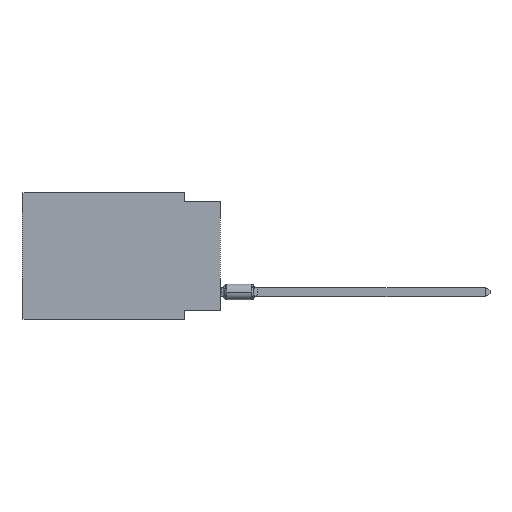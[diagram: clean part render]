
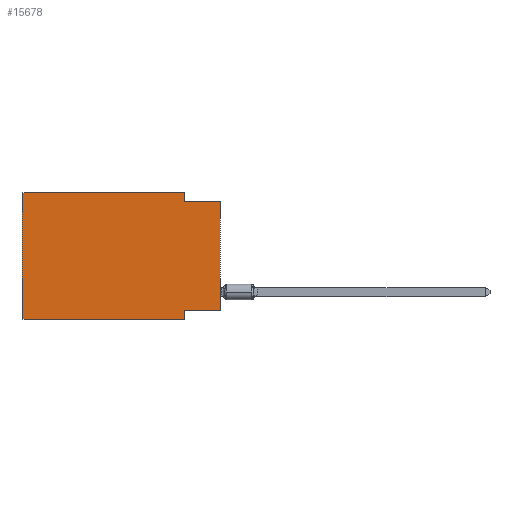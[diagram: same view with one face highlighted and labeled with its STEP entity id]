
A CAD part, left-side view. The second image highlights one B-rep face of the part: STEP entity #15678.
In plain terms, the highlighted planar face has unit normal (-1, 0, 0).
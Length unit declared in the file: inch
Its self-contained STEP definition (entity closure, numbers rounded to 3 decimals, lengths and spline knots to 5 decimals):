
#429 = EDGE_CURVE ( 'NONE', #1343, #12851, #5243, .T. ) ;
#1053 = LINE ( 'NONE', #2664, #15705 ) ;
#1343 = VERTEX_POINT ( 'NONE', #2137 ) ;
#1762 = DIRECTION ( 'NONE',  ( 0., 1., 0. ) ) ;
#2137 = CARTESIAN_POINT ( 'NONE',  ( 0., 0.55, -0.35 ) ) ;
#2233 = VERTEX_POINT ( 'NONE', #15513 ) ;
#2379 = DIRECTION ( 'NONE',  ( 0., -1., 0. ) ) ;
#2664 = CARTESIAN_POINT ( 'NONE',  ( 0., 0.55, 0. ) ) ;
#2699 = LINE ( 'NONE', #4679, #9638 ) ;
#2710 = DIRECTION ( 'NONE',  ( 0., -1., 0. ) ) ;
#2989 = CARTESIAN_POINT ( 'NONE',  ( 0., 0.55, 0. ) ) ;
#3117 = CARTESIAN_POINT ( 'NONE',  ( 0., 0., -0.325 ) ) ;
#3351 = PLANE ( 'NONE',  #6250 ) ;
#3385 = LINE ( 'NONE', #4087, #10320 ) ;
#3386 = ORIENTED_EDGE ( 'NONE', *, *, #8682, .F. ) ;
#3730 = VECTOR ( 'NONE', #1762, 39.37008 ) ;
#3795 = EDGE_CURVE ( 'NONE', #9427, #6961, #12674, .T. ) ;
#4087 = CARTESIAN_POINT ( 'NONE',  ( 0., 0., 0. ) ) ;
#4390 = VECTOR ( 'NONE', #13821, 39.37008 ) ;
#4679 = CARTESIAN_POINT ( 'NONE',  ( 0., 0.1, -0.35 ) ) ;
#4746 = DIRECTION ( 'NONE',  ( 1., 0., 0. ) ) ;
#4810 = VECTOR ( 'NONE', #2379, 39.37008 ) ;
#5243 = LINE ( 'NONE', #6487, #4810 ) ;
#5376 = FACE_OUTER_BOUND ( 'NONE', #12594, .T. ) ;
#5482 = DIRECTION ( 'NONE',  ( 0., 0., 1. ) ) ;
#5499 = ORIENTED_EDGE ( 'NONE', *, *, #15959, .F. ) ;
#5602 = VECTOR ( 'NONE', #2710, 39.37008 ) ;
#6028 = EDGE_CURVE ( 'NONE', #14547, #2233, #17538, .T. ) ;
#6250 = AXIS2_PLACEMENT_3D ( 'NONE', #13005, #4746, #14397 ) ;
#6487 = CARTESIAN_POINT ( 'NONE',  ( 0., 0.55, -0.35 ) ) ;
#6878 = CARTESIAN_POINT ( 'NONE',  ( 0., 0.55, 0. ) ) ;
#6961 = VERTEX_POINT ( 'NONE', #10850 ) ;
#7943 = EDGE_CURVE ( 'NONE', #2233, #12851, #2699, .T. ) ;
#8553 = VERTEX_POINT ( 'NONE', #15966 ) ;
#8682 = EDGE_CURVE ( 'NONE', #6961, #8553, #15378, .T. ) ;
#8963 = ORIENTED_EDGE ( 'NONE', *, *, #11202, .F. ) ;
#9045 = VECTOR ( 'NONE', #12645, 39.37008 ) ;
#9427 = VERTEX_POINT ( 'NONE', #17024 ) ;
#9638 = VECTOR ( 'NONE', #10174, 39.37008 ) ;
#10057 = CARTESIAN_POINT ( 'NONE',  ( 0., 0., -0.325 ) ) ;
#10174 = DIRECTION ( 'NONE',  ( 0., 0., -1. ) ) ;
#10252 = VERTEX_POINT ( 'NONE', #2989 ) ;
#10320 = VECTOR ( 'NONE', #5482, 39.37008 ) ;
#10850 = CARTESIAN_POINT ( 'NONE',  ( 0., 0.1, -0.025 ) ) ;
#11202 = EDGE_CURVE ( 'NONE', #10252, #9427, #15726, .T. ) ;
#11319 = ORIENTED_EDGE ( 'NONE', *, *, #429, .T. ) ;
#11357 = ORIENTED_EDGE ( 'NONE', *, *, #12554, .T. ) ;
#11784 = ORIENTED_EDGE ( 'NONE', *, *, #3795, .F. ) ;
#11834 = ORIENTED_EDGE ( 'NONE', *, *, #7943, .F. ) ;
#12193 = CARTESIAN_POINT ( 'NONE',  ( 0., 0., -0.025 ) ) ;
#12322 = DIRECTION ( 'NONE',  ( 0., 0., 1. ) ) ;
#12554 = EDGE_CURVE ( 'NONE', #14547, #8553, #3385, .T. ) ;
#12594 = EDGE_LOOP ( 'NONE', ( #11357, #3386, #11784, #8963, #5499, #11319, #11834, #17297 ) ) ;
#12645 = DIRECTION ( 'NONE',  ( 0., 0., -1. ) ) ;
#12674 = LINE ( 'NONE', #16774, #9045 ) ;
#12851 = VERTEX_POINT ( 'NONE', #14257 ) ;
#13005 = CARTESIAN_POINT ( 'NONE',  ( 0., 0.55, 0. ) ) ;
#13821 = DIRECTION ( 'NONE',  ( 0., -1., 0. ) ) ;
#14257 = CARTESIAN_POINT ( 'NONE',  ( 0., 0.1, -0.35 ) ) ;
#14397 = DIRECTION ( 'NONE',  ( 0., 0., -1. ) ) ;
#14547 = VERTEX_POINT ( 'NONE', #3117 ) ;
#15378 = LINE ( 'NONE', #12193, #4390 ) ;
#15513 = CARTESIAN_POINT ( 'NONE',  ( 0., 0.1, -0.325 ) ) ;
#15678 = ADVANCED_FACE ( 'NONE', ( #5376 ), #3351, .F. ) ;
#15705 = VECTOR ( 'NONE', #12322, 39.37008 ) ;
#15726 = LINE ( 'NONE', #6878, #5602 ) ;
#15959 = EDGE_CURVE ( 'NONE', #1343, #10252, #1053, .T. ) ;
#15966 = CARTESIAN_POINT ( 'NONE',  ( 0., 0., -0.025 ) ) ;
#16774 = CARTESIAN_POINT ( 'NONE',  ( 0., 0.1, 0. ) ) ;
#17024 = CARTESIAN_POINT ( 'NONE',  ( 0., 0.1, 0. ) ) ;
#17297 = ORIENTED_EDGE ( 'NONE', *, *, #6028, .F. ) ;
#17538 = LINE ( 'NONE', #10057, #3730 ) ;
